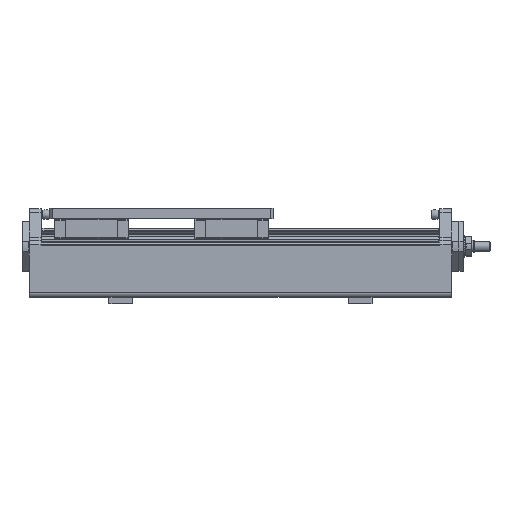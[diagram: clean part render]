
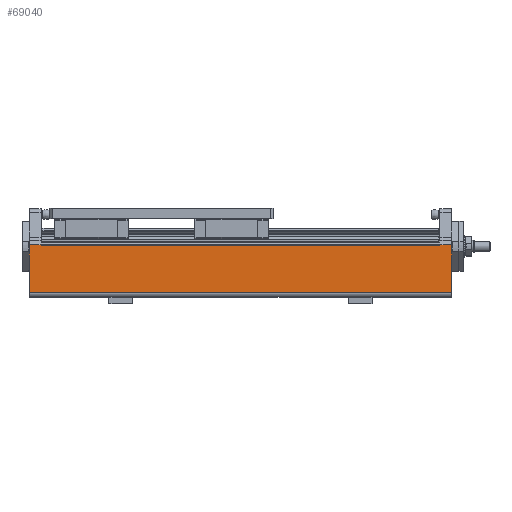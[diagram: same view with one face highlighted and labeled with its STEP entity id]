
A CAD part, left-side view. The second image highlights one B-rep face of the part: STEP entity #69040.
In plain terms, the highlighted planar face has unit normal (-1, 0, 0).
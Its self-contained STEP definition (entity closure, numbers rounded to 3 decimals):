
#1471=CARTESIAN_POINT('',(11.75,1015.0,14.));
#1472=VERTEX_POINT('',#1471);
#1480=CARTESIAN_POINT('',(11.75,1015.0,74.));
#1481=VERTEX_POINT('',#1480);
#1482=CARTESIAN_POINT('',(11.75,1015.0,74.));
#1483=DIRECTION('',(0.0,0.0,-1.0));
#1484=VECTOR('',#1483,60.);
#1485=LINE('',#1482,#1484);
#1486=EDGE_CURVE('',#1481,#1472,#1485,.T.);
#6050=CARTESIAN_POINT('',(11.75,485.0,74.));
#6051=VERTEX_POINT('',#6050);
#6060=CARTESIAN_POINT('',(11.75,485.0,14.));
#6061=VERTEX_POINT('',#6060);
#6062=CARTESIAN_POINT('',(11.75,485.0,14.));
#6063=DIRECTION('',(0.0,0.0,1.0));
#6064=VECTOR('',#6063,60.);
#6065=LINE('',#6062,#6064);
#6066=EDGE_CURVE('',#6061,#6051,#6065,.T.);
#67942=CARTESIAN_POINT('',(11.75,500.0,74.));
#67943=VERTEX_POINT('',#67942);
#67950=CARTESIAN_POINT('',(11.75,500.0,74.));
#67951=DIRECTION('',(0.0,-1.0,0.0));
#67952=VECTOR('',#67951,15.0);
#67953=LINE('',#67950,#67952);
#67954=EDGE_CURVE('',#67943,#6051,#67953,.T.);
#68003=CARTESIAN_POINT('',(11.75,1000.0,74.));
#68004=VERTEX_POINT('',#68003);
#68005=CARTESIAN_POINT('',(11.75,1015.0,74.));
#68006=DIRECTION('',(0.0,-1.0,0.0));
#68007=VECTOR('',#68006,15.0);
#68008=LINE('',#68005,#68007);
#68009=EDGE_CURVE('',#1481,#68004,#68008,.T.);
#68059=CARTESIAN_POINT('',(11.75,1000.0,73.2));
#68060=VERTEX_POINT('',#68059);
#68068=CARTESIAN_POINT('',(11.75,500.0,73.2));
#68069=VERTEX_POINT('',#68068);
#68070=CARTESIAN_POINT('',(11.75,1000.0,73.2));
#68071=DIRECTION('',(0.0,-1.0,0.0));
#68072=VECTOR('',#68071,500.0);
#68073=LINE('',#68070,#68072);
#68074=EDGE_CURVE('',#68060,#68069,#68073,.T.);
#69010=CARTESIAN_POINT('',(11.75,1002.5,8.));
#69011=DIRECTION('',(-1.0,0.0,0.0));
#69012=DIRECTION('',(0.0,-1.0,0.0));
#69013=AXIS2_PLACEMENT_3D('',#69010,#69011,#69012);
#69014=PLANE('',#69013);
#69015=CARTESIAN_POINT('',(11.75,485.0,14.));
#69016=DIRECTION('',(0.0,1.0,0.0));
#69017=VECTOR('',#69016,530.0);
#69018=LINE('',#69015,#69017);
#69019=EDGE_CURVE('',#6061,#1472,#69018,.T.);
#69020=ORIENTED_EDGE('',*,*,#69019,.F.);
#69021=ORIENTED_EDGE('',*,*,#6066,.T.);
#69022=ORIENTED_EDGE('',*,*,#67954,.F.);
#69023=CARTESIAN_POINT('',(11.75,500.0,74.));
#69024=DIRECTION('',(0.0,0.0,-1.0));
#69025=VECTOR('',#69024,0.8);
#69026=LINE('',#69023,#69025);
#69027=EDGE_CURVE('',#67943,#68069,#69026,.T.);
#69028=ORIENTED_EDGE('',*,*,#69027,.T.);
#69029=ORIENTED_EDGE('',*,*,#68074,.F.);
#69030=CARTESIAN_POINT('',(11.75,1000.0,73.2));
#69031=DIRECTION('',(0.,0.0,1.0));
#69032=VECTOR('',#69031,0.8);
#69033=LINE('',#69030,#69032);
#69034=EDGE_CURVE('',#68060,#68004,#69033,.T.);
#69035=ORIENTED_EDGE('',*,*,#69034,.T.);
#69036=ORIENTED_EDGE('',*,*,#68009,.F.);
#69037=ORIENTED_EDGE('',*,*,#1486,.T.);
#69038=EDGE_LOOP('',(#69020,#69021,#69022,#69028,#69029,#69035,#69036,#69037));
#69039=FACE_OUTER_BOUND('',#69038,.T.);
#69040=ADVANCED_FACE('',(#69039),#69014,.T.);
